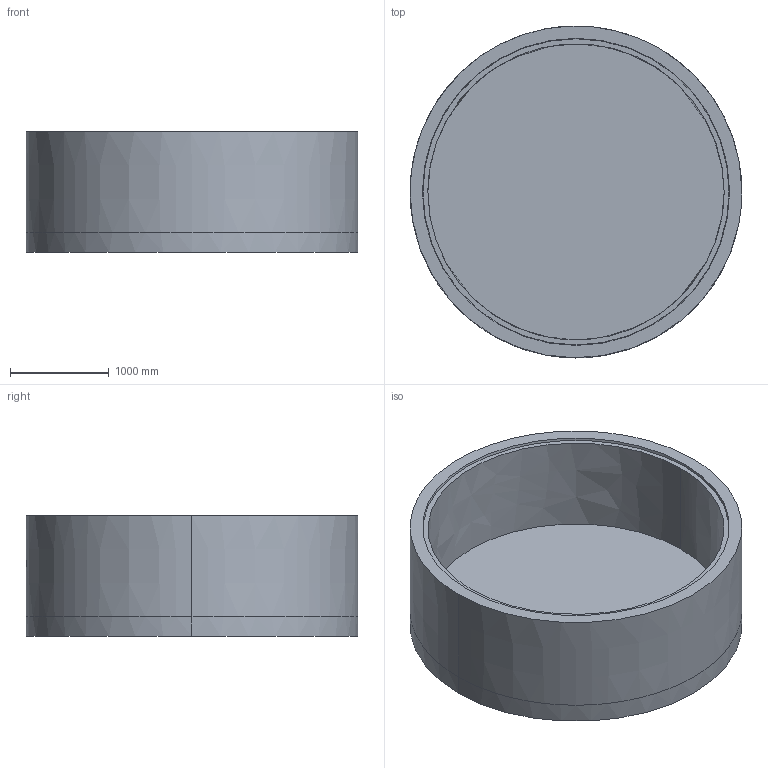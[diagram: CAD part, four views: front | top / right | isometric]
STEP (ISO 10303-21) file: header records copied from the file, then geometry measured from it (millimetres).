
FILE_DESCRIPTION (( 'STEP AP203' ), '1' );
FILE_NAME ('Rudus 3030103 UL-pohjarengas 3000x1000.step', '2020-03-10T21:12:14', ( '' ), ( '' ), 'SwSTEP 2.0', 'SolidWorks 2019', '' );
FILE_SCHEMA (( 'CONFIG_CONTROL_DESIGN' ));
Length unit declared in the file: millimetre
Products named in the file (2): Rudus 3030103 UL-pohjarengas 3000x1000; EK-osa-kaivorunko_UL-pohjarengas
Assembly tree (1 placements, depth 2):
  Rudus 3030103 UL-pohjarengas 3000x1000
    EK-osa-kaivorunko_UL-pohjarengas
Bounding box: 3360 x 3360 x 1225 mm (x, y, z)
Volume: 3604308840 mm3; surface area: 40293714.3 mm2
Topology: 1 solids, 1 shells, 89 faces, 254 edges, 176 vertices
Faces by surface type: bspline 77, plane 8, cone 2, cylinder 2
Entity records: 21846 total; most frequent: CARTESIAN_POINT 19960, ORIENTED_EDGE 508, EDGE_CURVE 254, B_SPLINE_CURVE_WITH_KNOTS 224, VERTEX_POINT 176, EDGE_LOOP 98, ADVANCED_FACE 89, FACE_OUTER_BOUND 89
